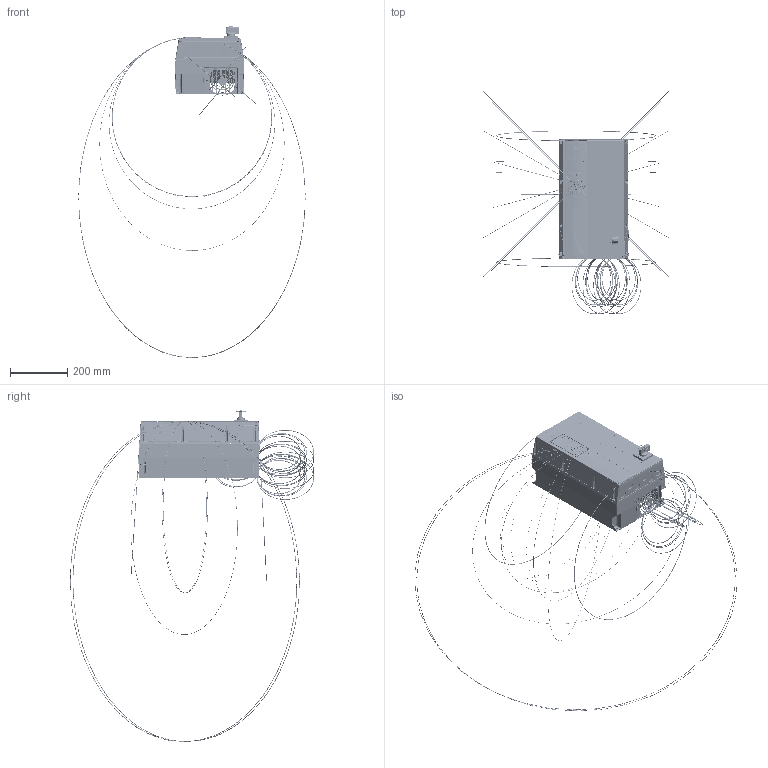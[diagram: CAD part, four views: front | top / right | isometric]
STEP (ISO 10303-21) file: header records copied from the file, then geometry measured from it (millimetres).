
FILE_DESCRIPTION((''),'2;1');
FILE_NAME('FC_A5_IP_55_66_W_SWITCH_ASM','2019-10-24T',('U322080'),(''),'CREO PARAMETRIC BY PTC INC, 2018070','CREO PARAMETRIC BY PTC INC, 2018070','');
FILE_SCHEMA(('CONFIG_CONTROL_DESIGN'));
Products named in the file (55): DANFOSS-FC100-A5-SWITCH-039_1_1; DANFOSS-FC100-A5-SWITCH-039_1_2; DANFOSS-FC100-A5-SWITCH-039_1_3; DANFOSS-FC100-A5-SWITCH-039_1_4; DANFOSS-FC100-A5-SWITCH-039_1_5; DANFOSS-FC100-A5-SWITCH-039_1_6; DANFOSS-FC100-A5-SWITCH-039_1_7; DANFOSS-FC100-A5-SWITCH-039_1_8; DANFOSS-FC100-A5-SWITCH-039_1_9; DANFOSS-FC100-A5-SWITCH-039__10; DANFOSS-FC100-A5-SWITCH-039__11; DANFOSS-FC100-A5-SWITCH-039__12; DANFOSS-FC100-A5-SWITCH-039__13; DANFOSS-FC100-A5-SWITCH-039__14; DANFOSS-FC100-A5-SWITCH-039__15; DANFOSS-FC100-A5-SWITCH-039__16; DANFOSS-FC100-A5-SWITCH-039__17; DANFOSS-FC100-A5-SWITCH-039__18; DANFOSS-FC100-A5-SWITCH-039__19; DANFOSS-FC100-A5-SWITCH-039_20; DANFOSS-FC100-A5-SWITCH-039_21; DANFOSS-FC100-A5-SWITCH-039_22; DANFOSS-FC100-A5-SWITCH-039_23; DANFOSS-FC100-A5-SWITCH-039_24; DANFOSS-FC100-A5-SWITCH-039_25; DANFOSS-FC100-A5-SWITCH-039_26; DANFOSS-FC100-A5-SWITCH-039_27; DANFOSS-FC100-A5-SWITCH-039_28; DANFOSS-FC100-A5-SWITCH-039_29; DANFOSS-FC100-A5-SWITCH-03_30; DANFOSS-FC100-A5-SWITCH-03_31; DANFOSS-FC100-A5-SWITCH-03_32; DANFOSS-FC100-A5-SWITCH-03_33; DANFOSS-FC100-A5-SWITCH-03_34; DANFOSS-FC100-A5-SWITCH-03_35; DANFOSS-FC100-A5-SWITCH-03_36; DANFOSS-FC100-A5-SWITCH-03_37; DANFOSS-FC100-A5-SWITCH-03_38; DANFOSS-FC100-A5-SWITCH-03_39; DANFOSS-FC100-A5-SWITCH-0_40 ...
Assembly tree (54 placements, depth 3):
  FC_A5_IP_55_66_W_SWITCH_ASM
    DANFOSS-FC100-A5-SWITCH-039_1_ASM
      DANFOSS-FC100-A5-SWITCH-039_1_1
      DANFOSS-FC100-A5-SWITCH-039_1_2
      DANFOSS-FC100-A5-SWITCH-039_1_3
      DANFOSS-FC100-A5-SWITCH-039_1_4
      DANFOSS-FC100-A5-SWITCH-039_1_5
      DANFOSS-FC100-A5-SWITCH-039_1_6
      DANFOSS-FC100-A5-SWITCH-039_1_7
      DANFOSS-FC100-A5-SWITCH-039_1_8
      DANFOSS-FC100-A5-SWITCH-039_1_9
      DANFOSS-FC100-A5-SWITCH-039__10
      DANFOSS-FC100-A5-SWITCH-039__11
      DANFOSS-FC100-A5-SWITCH-039__12
      DANFOSS-FC100-A5-SWITCH-039__13
      DANFOSS-FC100-A5-SWITCH-039__14
      DANFOSS-FC100-A5-SWITCH-039__15
      DANFOSS-FC100-A5-SWITCH-039__16
      DANFOSS-FC100-A5-SWITCH-039__17
      DANFOSS-FC100-A5-SWITCH-039__18
      DANFOSS-FC100-A5-SWITCH-039__19
      DANFOSS-FC100-A5-SWITCH-039_20
      DANFOSS-FC100-A5-SWITCH-039_21
      DANFOSS-FC100-A5-SWITCH-039_22
      DANFOSS-FC100-A5-SWITCH-039_23
      DANFOSS-FC100-A5-SWITCH-039_24
      DANFOSS-FC100-A5-SWITCH-039_25
      DANFOSS-FC100-A5-SWITCH-039_26
      DANFOSS-FC100-A5-SWITCH-039_27
      DANFOSS-FC100-A5-SWITCH-039_28
      DANFOSS-FC100-A5-SWITCH-039_29
      DANFOSS-FC100-A5-SWITCH-03_30
      DANFOSS-FC100-A5-SWITCH-03_31
      DANFOSS-FC100-A5-SWITCH-03_32
      DANFOSS-FC100-A5-SWITCH-03_33
      DANFOSS-FC100-A5-SWITCH-03_34
      DANFOSS-FC100-A5-SWITCH-03_35
      DANFOSS-FC100-A5-SWITCH-03_36
      DANFOSS-FC100-A5-SWITCH-03_37
      DANFOSS-FC100-A5-SWITCH-03_38
      DANFOSS-FC100-A5-SWITCH-03_39
      DANFOSS-FC100-A5-SWITCH-0_40
      DANFOSS-FC100-A5-SWITCH-0_41
      DANFOSS-FC100-A5-SWITCH-0_42
      DANFOSS-FC100-A5-SWITCH-0_43
      DANFOSS-FC100-A5-SWITCH-0_44
      DANFOSS-FC100-A5-SWITCH-0_45
      DANFOSS-FC100-A5-SWITCH-0_46
      DANFOSS-FC100-A5-SWITCH-0_47
      DANFOSS-FC100-A5-SWITCH-0_48
      DANFOSS-FC100-A5-SWITCH-0_49
      DANFOSS-FC100-A5-SWITCH-_50
      DANFOSS-FC100-A5-SWITCH-_51
      DANFOSS-FC100-A5-SWITCH-_52
      DANFOSS-FC100-A5-SWITCH-_53
Bounding box: 792.81 x 851.38 x 1158.91 mm (x, y, z)
Surface area: 1915876.1 mm2 (no closed solid volume)
Topology: 0 solids, 0 shells, 6708 faces, 34601 edges, 34123 vertices
Faces by surface type: bspline 6062, torus 466, sphere 180
Entity records: 717723 total; most frequent: CARTESIAN_POINT 362482, DIRECTION 39461, TRIMMED_CURVE 33981, DEFINITIONAL_REPRESENTATION 33816, PCURVE 33816, COMPOSITE_CURVE_SEGMENT 33816, VECTOR 30109, LINE 30109
